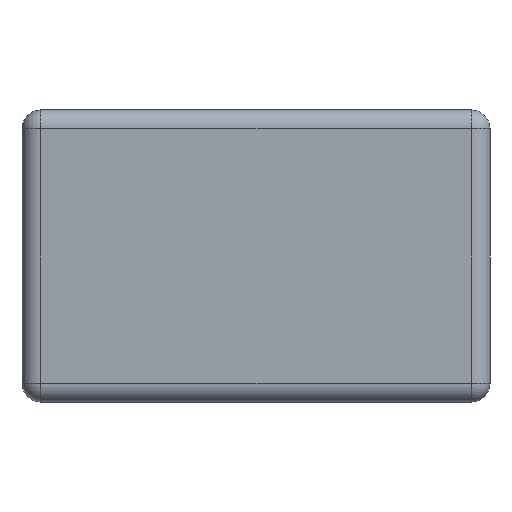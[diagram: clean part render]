
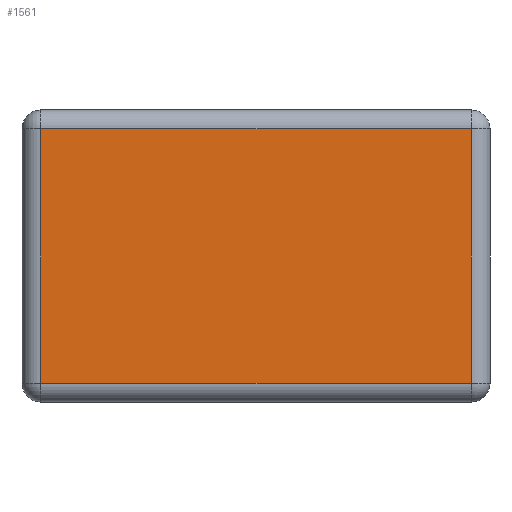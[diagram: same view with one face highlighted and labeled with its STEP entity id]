
A CAD part, left-side view. The second image highlights one B-rep face of the part: STEP entity #1561.
In plain terms, the highlighted planar face has unit normal (-1, 0, 0).
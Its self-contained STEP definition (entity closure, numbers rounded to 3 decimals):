
#1192 = VERTEX_POINT('',#1193);
#1193 = CARTESIAN_POINT('',(-1.,0.575,0.05));
#1200 = EDGE_CURVE('',#1192,#1201,#1203,.T.);
#1201 = VERTEX_POINT('',#1202);
#1202 = CARTESIAN_POINT('',(-1.,-0.575,0.05));
#1203 = LINE('',#1204,#1205);
#1204 = CARTESIAN_POINT('',(-1.,0.625,0.05));
#1205 = VECTOR('',#1206,1.);
#1206 = DIRECTION('',(0.,-1.,0.));
#1384 = VERTEX_POINT('',#1385);
#1385 = CARTESIAN_POINT('',(-1.,0.575,0.73));
#1392 = EDGE_CURVE('',#1384,#1393,#1395,.T.);
#1393 = VERTEX_POINT('',#1394);
#1394 = CARTESIAN_POINT('',(-1.,-0.575,0.73));
#1395 = LINE('',#1396,#1397);
#1396 = CARTESIAN_POINT('',(-1.,0.625,0.73));
#1397 = VECTOR('',#1398,1.);
#1398 = DIRECTION('',(0.,-1.,0.));
#1455 = EDGE_CURVE('',#1393,#1201,#1456,.T.);
#1456 = LINE('',#1457,#1458);
#1457 = CARTESIAN_POINT('',(-1.,-0.575,0.78));
#1458 = VECTOR('',#1459,1.);
#1459 = DIRECTION('',(0.,0.,-1.));
#1561 = ADVANCED_FACE('',(#1562),#1573,.F.);
#1562 = FACE_BOUND('',#1563,.F.);
#1563 = EDGE_LOOP('',(#1564,#1565,#1566,#1567));
#1564 = ORIENTED_EDGE('',*,*,#1392,.T.);
#1565 = ORIENTED_EDGE('',*,*,#1455,.T.);
#1566 = ORIENTED_EDGE('',*,*,#1200,.F.);
#1567 = ORIENTED_EDGE('',*,*,#1568,.F.);
#1568 = EDGE_CURVE('',#1384,#1192,#1569,.T.);
#1569 = LINE('',#1570,#1571);
#1570 = CARTESIAN_POINT('',(-1.,0.575,0.78));
#1571 = VECTOR('',#1572,1.);
#1572 = DIRECTION('',(0.,0.,-1.));
#1573 = PLANE('',#1574);
#1574 = AXIS2_PLACEMENT_3D('',#1575,#1576,#1577);
#1575 = CARTESIAN_POINT('',(-1.,0.625,0.78));
#1576 = DIRECTION('',(1.,0.,0.));
#1577 = DIRECTION('',(0.,0.,-1.));
